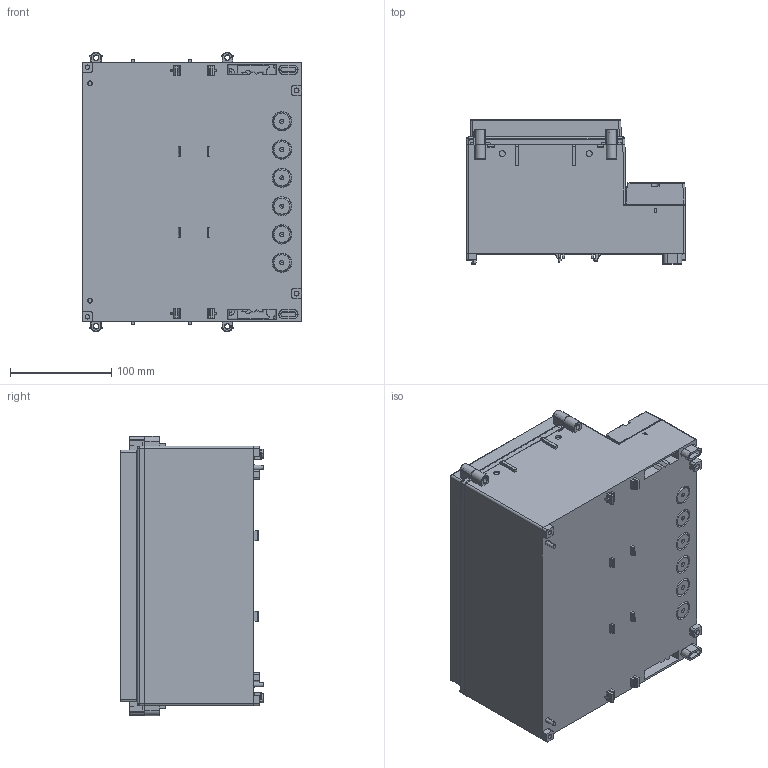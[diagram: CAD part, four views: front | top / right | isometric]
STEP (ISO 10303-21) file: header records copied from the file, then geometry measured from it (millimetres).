
FILE_DESCRIPTION (( 'STEP AP214' ), '1' );
FILE_NAME ('DC007LGNO_DC007CBUNO.STEP', '2012-04-17T03:07:58', ( 'NEF User' ), ( 'NEF User' ), 'SwSTEP 2.0', 'SolidWorks 2012', '' );
FILE_SCHEMA (( 'AUTOMOTIVE_DESIGN' ));
Length unit declared in the file: millimetre
Products named in the file (4): DC007-灰色上蓋; DC007-透明上蓋; DC007-本體; DC007LGNO_DC007CBUNO
Assembly tree (3 placements, depth 2):
  DC007LGNO_DC007CBUNO
    DC007-本體
    DC007-透明上蓋
    DC007-灰色上蓋
Bounding box: 217 x 142.5 x 276.4 mm (x, y, z)
Volume: 780436.3 mm3; surface area: 544687.7 mm2
Topology: 3 solids, 3 shells, 1583 faces, 4390 edges, 2930 vertices
Faces by surface type: plane 992, cylinder 277, cone 244, bspline 70
Entity records: 65273 total; most frequent: CARTESIAN_POINT 28427, ORIENTED_EDGE 8742, DIRECTION 5729, EDGE_CURVE 4371, VERTEX_POINT 2928, LINE 2203, VECTOR 2203, B_SPLINE_CURVE_WITH_KNOTS 1901
